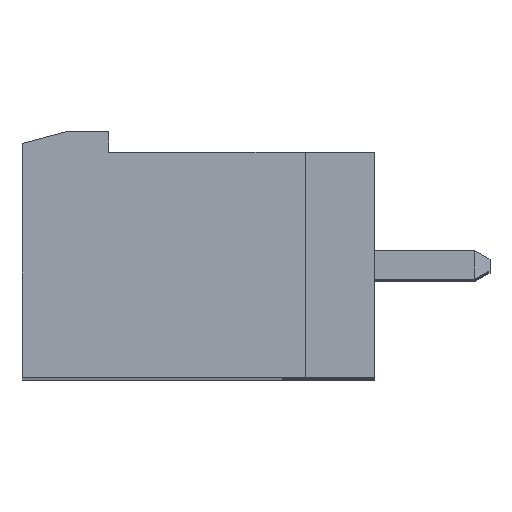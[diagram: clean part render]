
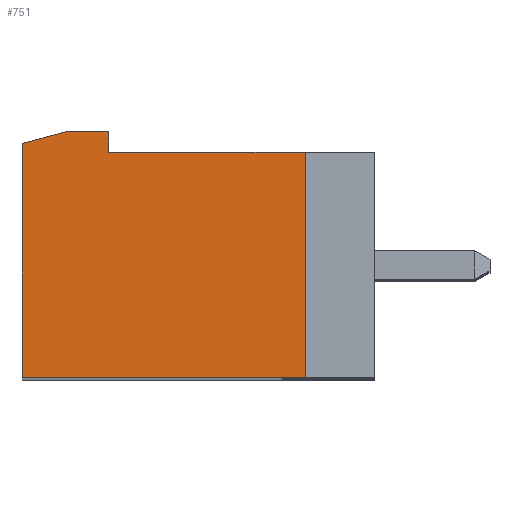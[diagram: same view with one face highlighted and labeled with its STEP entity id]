
A CAD part, top view. The second image highlights one B-rep face of the part: STEP entity #751.
In plain terms, the highlighted planar face has unit normal (0, 0, 1).
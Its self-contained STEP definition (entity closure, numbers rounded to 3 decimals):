
#751 = ADVANCED_FACE( '', ( #1730 ), #1731, .F. );
#1730 = FACE_OUTER_BOUND( '', #2962, .T. );
#1731 = PLANE( '', #2963 );
#2962 = EDGE_LOOP( '', ( #5164, #5165, #5166, #5167, #5168, #5169, #5170 ) );
#2963 = AXIS2_PLACEMENT_3D( '', #5171, #5172, #5173 );
#5164 = ORIENTED_EDGE( '', *, *, #8041, .F. );
#5165 = ORIENTED_EDGE( '', *, *, #8008, .F. );
#5166 = ORIENTED_EDGE( '', *, *, #7697, .F. );
#5167 = ORIENTED_EDGE( '', *, *, #8042, .F. );
#5168 = ORIENTED_EDGE( '', *, *, #7791, .F. );
#5169 = ORIENTED_EDGE( '', *, *, #8043, .F. );
#5170 = ORIENTED_EDGE( '', *, *, #8044, .F. );
#5171 = CARTESIAN_POINT( '', ( 197.225, 44.81, 46.72 ) );
#5172 = DIRECTION( '', ( 0., 0., -1. ) );
#5173 = DIRECTION( '', ( 0., -1., 0. ) );
#7697 = EDGE_CURVE( '', #9408, #9359, #9410, .T. );
#7791 = EDGE_CURVE( '', #9569, #9452, #9571, .T. );
#8008 = EDGE_CURVE( '', #9359, #9884, #9888, .T. );
#8041 = EDGE_CURVE( '', #9884, #9932, #9933, .T. );
#8042 = EDGE_CURVE( '', #9452, #9408, #9934, .T. );
#8043 = EDGE_CURVE( '', #9935, #9569, #9936, .T. );
#8044 = EDGE_CURVE( '', #9932, #9935, #9937, .T. );
#9359 = VERTEX_POINT( '', #11713 );
#9408 = VERTEX_POINT( '', #11790 );
#9410 = LINE( '', #11793, #11794 );
#9452 = VERTEX_POINT( '', #11856 );
#9569 = VERTEX_POINT( '', #12038 );
#9571 = LINE( '', #12041, #12042 );
#9884 = VERTEX_POINT( '', #12518 );
#9888 = LINE( '', #12524, #12525 );
#9932 = VERTEX_POINT( '', #12591 );
#9933 = LINE( '', #12592, #12593 );
#9934 = LINE( '', #12594, #12595 );
#9935 = VERTEX_POINT( '', #12596 );
#9936 = LINE( '', #12597, #12598 );
#9937 = LINE( '', #12599, #12600 );
#11713 = CARTESIAN_POINT( '', ( 195.918, 44.71, 46.72 ) );
#11790 = CARTESIAN_POINT( '', ( 194.425, 44.31, 46.72 ) );
#11793 = CARTESIAN_POINT( '', ( 195.918, 44.71, 46.72 ) );
#11794 = VECTOR( '', #13974, 1000. );
#11856 = CARTESIAN_POINT( '', ( 194.425, 36.21, 46.72 ) );
#12038 = CARTESIAN_POINT( '', ( 204.225, 36.21, 46.72 ) );
#12041 = CARTESIAN_POINT( '', ( 194.225, 36.21, 46.72 ) );
#12042 = VECTOR( '', #14061, 1000. );
#12518 = CARTESIAN_POINT( '', ( 197.425, 44.71, 46.72 ) );
#12524 = CARTESIAN_POINT( '', ( 197.425, 44.71, 46.72 ) );
#12525 = VECTOR( '', #14224, 1000. );
#12591 = CARTESIAN_POINT( '', ( 197.425, 44.01, 46.72 ) );
#12592 = CARTESIAN_POINT( '', ( 197.425, 44.31, 46.72 ) );
#12593 = VECTOR( '', #14250, 1000. );
#12594 = CARTESIAN_POINT( '', ( 194.425, 44.41, 46.72 ) );
#12595 = VECTOR( '', #14251, 1000. );
#12596 = CARTESIAN_POINT( '', ( 204.225, 44.01, 46.72 ) );
#12597 = CARTESIAN_POINT( '', ( 204.225, 36.21, 46.72 ) );
#12598 = VECTOR( '', #14252, 1000. );
#12599 = CARTESIAN_POINT( '', ( 204.025, 44.01, 46.72 ) );
#12600 = VECTOR( '', #14253, 1000. );
#13974 = DIRECTION( '', ( 0.966, 0.259, 0. ) );
#14061 = DIRECTION( '', ( -1., 0., 0. ) );
#14224 = DIRECTION( '', ( 1., 0., 0. ) );
#14250 = DIRECTION( '', ( 0., -1., 0. ) );
#14251 = DIRECTION( '', ( 0., 1., 0. ) );
#14252 = DIRECTION( '', ( 0., -1., 0. ) );
#14253 = DIRECTION( '', ( 1., 0., 0. ) );
